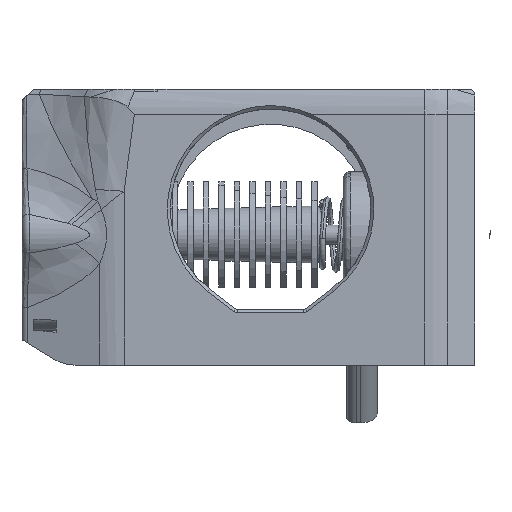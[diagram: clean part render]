
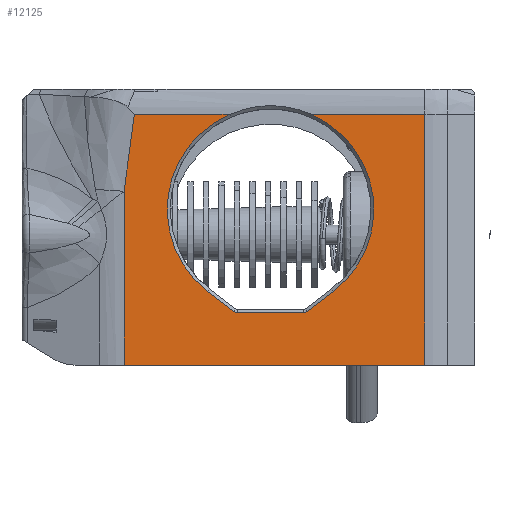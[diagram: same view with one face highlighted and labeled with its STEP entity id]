
A CAD part, left-side view. The second image highlights one B-rep face of the part: STEP entity #12125.
In plain terms, the highlighted planar face has unit normal (-1, 0, 0).
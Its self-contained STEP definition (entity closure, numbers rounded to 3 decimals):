
#550=PLANE('',#13240);
#1296=LINE('',#30643,#1957);
#1311=LINE('',#30942,#1972);
#1312=LINE('',#30947,#1973);
#1313=LINE('',#30971,#1974);
#1314=LINE('',#30973,#1975);
#1315=LINE('',#30977,#1976);
#1316=LINE('',#30981,#1977);
#1317=LINE('',#30985,#1978);
#1957=VECTOR('',#15604,1000.);
#1972=VECTOR('',#15645,1000.);
#1973=VECTOR('',#15650,1000.);
#1974=VECTOR('',#15651,1000.);
#1975=VECTOR('',#15652,1000.);
#1976=VECTOR('',#15655,1000.);
#1977=VECTOR('',#15658,1000.);
#1978=VECTOR('',#15661,1000.);
#2560=FACE_OUTER_BOUND('',#3365,.T.);
#3365=EDGE_LOOP('',(#10016,#10017,#10018,#10019,#10020,#10021,#10022,#10023,
#10024,#10025,#10026,#10027,#10028));
#4145=CIRCLE('',#13241,13.65);
#4146=CIRCLE('',#13242,0.8);
#4147=CIRCLE('',#13243,0.8);
#4148=CIRCLE('',#13244,13.65);
#4668=B_SPLINE_CURVE_WITH_KNOTS('',3,(#30949,#30950,#30951,#30952,#30953,
#30954,#30955,#30956,#30957,#30958,#30959,#30960,#30961,#30962,#30963,#30964,
#30965,#30966,#30967,#30968,#30969,#30970),.UNSPECIFIED.,.F.,.F.,(4,3,3,
3,3,3,3,4),(0.004,0.008,0.009,
0.009,0.011,0.012,0.012,
0.015),.UNSPECIFIED.);
#5771=VERTEX_POINT('',#30641);
#5772=VERTEX_POINT('',#30642);
#5806=VERTEX_POINT('',#30941);
#5807=VERTEX_POINT('',#30945);
#5808=VERTEX_POINT('',#30946);
#5809=VERTEX_POINT('',#30948);
#5810=VERTEX_POINT('',#30972);
#5811=VERTEX_POINT('',#30974);
#5812=VERTEX_POINT('',#30976);
#5813=VERTEX_POINT('',#30978);
#5814=VERTEX_POINT('',#30980);
#5815=VERTEX_POINT('',#30982);
#5816=VERTEX_POINT('',#30984);
#7272=EDGE_CURVE('',#5771,#5772,#1296,.T.);
#7321=EDGE_CURVE('',#5771,#5806,#1311,.T.);
#7323=EDGE_CURVE('',#5807,#5808,#1312,.T.);
#7324=EDGE_CURVE('',#5808,#5809,#4668,.T.);
#7325=EDGE_CURVE('',#5772,#5809,#1313,.T.);
#7326=EDGE_CURVE('',#5806,#5810,#1314,.T.);
#7327=EDGE_CURVE('',#5810,#5811,#4145,.T.);
#7328=EDGE_CURVE('',#5811,#5812,#1315,.T.);
#7329=EDGE_CURVE('',#5812,#5813,#4146,.T.);
#7330=EDGE_CURVE('',#5813,#5814,#1316,.T.);
#7331=EDGE_CURVE('',#5814,#5815,#4147,.T.);
#7332=EDGE_CURVE('',#5815,#5816,#1317,.T.);
#7333=EDGE_CURVE('',#5816,#5807,#4148,.T.);
#10016=ORIENTED_EDGE('',*,*,#7323,.T.);
#10017=ORIENTED_EDGE('',*,*,#7324,.T.);
#10018=ORIENTED_EDGE('',*,*,#7325,.F.);
#10019=ORIENTED_EDGE('',*,*,#7272,.F.);
#10020=ORIENTED_EDGE('',*,*,#7321,.T.);
#10021=ORIENTED_EDGE('',*,*,#7326,.T.);
#10022=ORIENTED_EDGE('',*,*,#7327,.T.);
#10023=ORIENTED_EDGE('',*,*,#7328,.T.);
#10024=ORIENTED_EDGE('',*,*,#7329,.T.);
#10025=ORIENTED_EDGE('',*,*,#7330,.T.);
#10026=ORIENTED_EDGE('',*,*,#7331,.T.);
#10027=ORIENTED_EDGE('',*,*,#7332,.T.);
#10028=ORIENTED_EDGE('',*,*,#7333,.T.);
#12125=ADVANCED_FACE('',(#2560),#550,.F.);
#13240=AXIS2_PLACEMENT_3D('',#30944,#15648,#15649);
#13241=AXIS2_PLACEMENT_3D('',#30975,#15653,#15654);
#13242=AXIS2_PLACEMENT_3D('',#30979,#15656,#15657);
#13243=AXIS2_PLACEMENT_3D('',#30983,#15659,#15660);
#13244=AXIS2_PLACEMENT_3D('',#30986,#15662,#15663);
#15604=DIRECTION('',(0.,1.,0.));
#15645=DIRECTION('',(0.,0.,1.));
#15648=DIRECTION('center_axis',(1.,0.,0.));
#15649=DIRECTION('ref_axis',(0.,1.,0.));
#15650=DIRECTION('',(0.,1.,0.));
#15651=DIRECTION('',(0.,0.,1.));
#15652=DIRECTION('',(0.,1.,0.));
#15653=DIRECTION('center_axis',(1.,0.,0.));
#15654=DIRECTION('ref_axis',(0.,1.,0.));
#15655=DIRECTION('',(0.,0.793,-0.609));
#15656=DIRECTION('center_axis',(1.,0.,0.));
#15657=DIRECTION('ref_axis',(0.,1.,0.));
#15658=DIRECTION('',(0.,1.,0.));
#15659=DIRECTION('center_axis',(1.,0.,0.));
#15660=DIRECTION('ref_axis',(0.,1.,0.));
#15661=DIRECTION('',(0.,0.793,0.609));
#15662=DIRECTION('center_axis',(1.,0.,0.));
#15663=DIRECTION('ref_axis',(0.,1.,0.));
#30641=CARTESIAN_POINT('',(-26.5,-53.242,-19.957));
#30642=CARTESIAN_POINT('',(-26.5,-13.491,-19.957));
#30643=CARTESIAN_POINT('',(-26.5,-53.242,-19.957));
#30941=CARTESIAN_POINT('',(-26.5,-53.242,13.189));
#30942=CARTESIAN_POINT('',(-26.5,-53.242,13.189));
#30944=CARTESIAN_POINT('Origin',(-26.5,-14.85,17.333));
#30945=CARTESIAN_POINT('',(-26.5,-27.497,13.189));
#30946=CARTESIAN_POINT('',(-26.5,-14.844,13.189));
#30947=CARTESIAN_POINT('',(-26.5,-18.259,13.189));
#30948=CARTESIAN_POINT('',(-26.5,-13.491,3.02));
#30949=CARTESIAN_POINT('Ctrl Pts',(-26.5,-14.844,13.189));
#30950=CARTESIAN_POINT('Ctrl Pts',(-26.5,-14.646,12.111));
#30951=CARTESIAN_POINT('Ctrl Pts',(-26.5,-14.464,
11.03));
#30952=CARTESIAN_POINT('Ctrl Pts',(-26.5,-14.297,
9.947));
#30953=CARTESIAN_POINT('Ctrl Pts',(-26.5,-14.239,
9.576));
#30954=CARTESIAN_POINT('Ctrl Pts',(-26.5,-14.184,
9.204));
#30955=CARTESIAN_POINT('Ctrl Pts',(-26.5,-14.131,
8.832));
#30956=CARTESIAN_POINT('Ctrl Pts',(-26.5,-14.097,
8.596));
#30957=CARTESIAN_POINT('Ctrl Pts',(-26.5,-14.063,
8.36));
#30958=CARTESIAN_POINT('Ctrl Pts',(-26.5,-14.031,
8.124));
#30959=CARTESIAN_POINT('Ctrl Pts',(-26.5,-13.949,
7.523));
#30960=CARTESIAN_POINT('Ctrl Pts',(-26.5,-13.871,
6.921));
#30961=CARTESIAN_POINT('Ctrl Pts',(-26.5,-13.801,6.318));
#30962=CARTESIAN_POINT('Ctrl Pts',(-26.5,-13.786,
6.19));
#30963=CARTESIAN_POINT('Ctrl Pts',(-26.5,-13.771,
6.062));
#30964=CARTESIAN_POINT('Ctrl Pts',(-26.5,-13.756,
5.934));
#30965=CARTESIAN_POINT('Ctrl Pts',(-26.5,-13.743,5.816));
#30966=CARTESIAN_POINT('Ctrl Pts',(-26.5,-13.73,5.697));
#30967=CARTESIAN_POINT('Ctrl Pts',(-26.5,-13.717,
5.579));
#30968=CARTESIAN_POINT('Ctrl Pts',(-26.5,-13.625,
4.728));
#30969=CARTESIAN_POINT('Ctrl Pts',(-26.5,-13.547,3.876));
#30970=CARTESIAN_POINT('Ctrl Pts',(-26.5,-13.491,3.02));
#30971=CARTESIAN_POINT('',(-26.5,-13.491,-17.667));
#30972=CARTESIAN_POINT('',(-26.5,-38.203,13.189));
#30973=CARTESIAN_POINT('',(-26.5,-18.259,13.189));
#30974=CARTESIAN_POINT('',(-26.5,-41.16,-10.197));
#30975=CARTESIAN_POINT('Origin',(-26.5,-32.85,0.633));
#30976=CARTESIAN_POINT('',(-26.5,-37.699,-12.852));
#30977=CARTESIAN_POINT('',(-26.5,-37.896,-12.701));
#30978=CARTESIAN_POINT('',(-26.5,-37.212,-13.017));
#30979=CARTESIAN_POINT('Origin',(-26.5,-37.212,-12.217));
#30980=CARTESIAN_POINT('',(-26.5,-28.488,-13.017));
#30981=CARTESIAN_POINT('',(-26.5,-14.85,-13.017));
#30982=CARTESIAN_POINT('',(-26.5,-28.001,-12.852));
#30983=CARTESIAN_POINT('Origin',(-26.5,-28.488,-12.217));
#30984=CARTESIAN_POINT('',(-26.5,-24.54,-10.197));
#30985=CARTESIAN_POINT('',(-26.5,-5.146,4.686));
#30986=CARTESIAN_POINT('Origin',(-26.5,-32.85,0.633));
